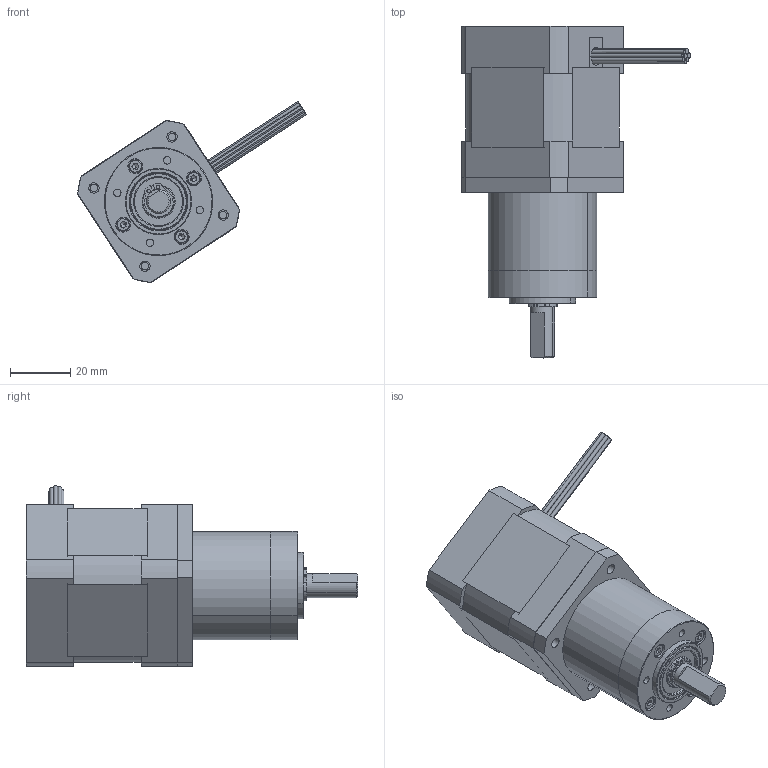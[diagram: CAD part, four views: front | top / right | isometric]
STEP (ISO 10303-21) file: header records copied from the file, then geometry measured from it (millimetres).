
FILE_DESCRIPTION (( 'STEP AP214' ), '1' );
FILE_NAME ('42BL-AG.STEP', '2022-03-02T09:43:43', ( '' ), ( '' ), 'SwSTEP 2.0', 'SolidWorks 2020', '' );
FILE_SCHEMA (( 'AUTOMOTIVE_DESIGN' ));
Length unit declared in the file: millimetre
Products named in the file (17): 粣8縐遠; 42BL; PLA36-003ヶ傷裔; 42B-D19; M3蹟隊; PLA36-004綴傷裔; hexagon socket head cap screws gb_GB_FASTENER_SCREWS_HSHCS M2.5X8-N; PLA36-013齿圈; 42隅赽; 盄旰; 42BL-AG; PLA36-00蚾饜芞; PLA36-002怀堤粣; 波纹垫圈; 42BYGH247-A24粣; 698ZZ 19x8x6; 42A-D19
Assembly tree (23 placements, depth 3):
  42BL-AG
    42BL
      42A-D19
      42B-D19
      42BYGH247-A24粣
      42隅赽
      M3蹟隊  x4
      盄旰
    PLA36-00蚾饜芞
      PLA36-004綴傷裔
      PLA36-013齿圈
      PLA36-003ヶ傷裔
      PLA36-002怀堤粣
      698ZZ 19x8x6  x2
      波纹垫圈
      粣8縐遠
    hexagon socket head cap screws gb_GB_FASTENER_SCREWS_HSHCS M2.5X8-N  x4
Bounding box: 76.01 x 110.2 x 60.1 mm (x, y, z)
Volume: 117035.9 mm3; surface area: 49290.4 mm2
Topology: 29 solids, 29 shells, 957 faces, 2412 edges, 1540 vertices
Faces by surface type: cylinder 581, plane 231, cone 89, torus 56
Entity records: 25654 total; most frequent: DIRECTION 4764, CARTESIAN_POINT 4104, ORIENTED_EDGE 3974, EDGE_CURVE 1987, AXIS2_PLACEMENT_3D 1977, VERTEX_POINT 1293, CIRCLE 1173, EDGE_LOOP 896
